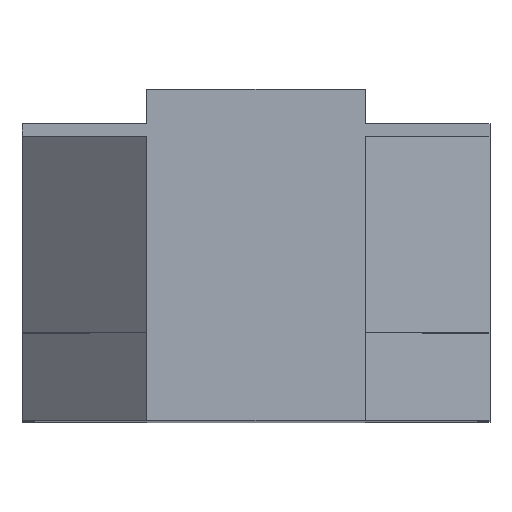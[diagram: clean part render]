
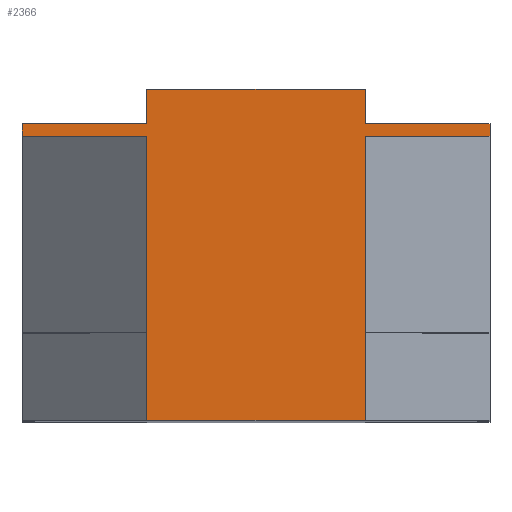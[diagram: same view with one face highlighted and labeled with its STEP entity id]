
A CAD part, top view. The second image highlights one B-rep face of the part: STEP entity #2366.
In plain terms, the highlighted planar face has unit normal (0, 0, 1).
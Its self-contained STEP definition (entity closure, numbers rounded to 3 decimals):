
#380=DIRECTION('',(0.,1.,0.));
#381=VECTOR('',#380,5.5);
#382=CARTESIAN_POINT('',(17.5,47.5,112.5));
#383=LINE('',#382,#381);
#384=DIRECTION('',(0.,1.,0.));
#385=VECTOR('',#384,14.);
#386=CARTESIAN_POINT('',(17.5,0.,112.5));
#387=LINE('',#386,#385);
#388=DIRECTION('',(-1.,0.,0.));
#389=VECTOR('',#388,35.);
#390=CARTESIAN_POINT('',(17.5,0.,112.5));
#391=LINE('',#390,#389);
#392=DIRECTION('',(0.,1.,0.));
#393=VECTOR('',#392,2.);
#394=CARTESIAN_POINT('',(-37.5,45.5,112.5));
#395=LINE('',#394,#393);
#444=DIRECTION('',(0.,1.,0.));
#445=VECTOR('',#444,14.);
#446=CARTESIAN_POINT('',(-17.5,0.,112.5));
#447=LINE('',#446,#445);
#456=DIRECTION('',(0.,1.,0.));
#457=VECTOR('',#456,5.5);
#458=CARTESIAN_POINT('',(-17.5,47.5,112.5));
#459=LINE('',#458,#457);
#652=DIRECTION('',(1.,0.,0.));
#653=VECTOR('',#652,20.);
#654=CARTESIAN_POINT('',(17.5,45.5,112.5));
#655=LINE('',#654,#653);
#660=DIRECTION('',(1.,0.,0.));
#661=VECTOR('',#660,20.);
#662=CARTESIAN_POINT('',(-37.5,45.5,112.5));
#663=LINE('',#662,#661);
#704=DIRECTION('',(1.,0.,0.));
#705=VECTOR('',#704,20.);
#706=CARTESIAN_POINT('',(17.5,47.5,112.5));
#707=LINE('',#706,#705);
#708=DIRECTION('',(1.,0.,0.));
#709=VECTOR('',#708,20.);
#710=CARTESIAN_POINT('',(-37.5,47.5,112.5));
#711=LINE('',#710,#709);
#1000=DIRECTION('',(0.,1.,0.));
#1001=VECTOR('',#1000,31.5);
#1002=CARTESIAN_POINT('',(17.5,14.,112.5));
#1003=LINE('',#1002,#1001);
#1488=DIRECTION('',(-1.,0.,0.));
#1489=VECTOR('',#1488,35.);
#1490=CARTESIAN_POINT('',(17.5,53.,112.5));
#1491=LINE('',#1490,#1489);
#1720=DIRECTION('',(0.,1.,0.));
#1721=VECTOR('',#1720,2.);
#1722=CARTESIAN_POINT('',(37.5,45.5,112.5));
#1723=LINE('',#1722,#1721);
#1728=DIRECTION('',(0.,-1.,0.));
#1729=VECTOR('',#1728,31.5);
#1730=CARTESIAN_POINT('',(-17.5,45.5,112.5));
#1731=LINE('',#1730,#1729);
#1900=CARTESIAN_POINT('',(-17.5,53.,112.5));
#1902=VERTEX_POINT('',#1900);
#1906=CARTESIAN_POINT('',(17.5,53.,112.5));
#1907=VERTEX_POINT('',#1906);
#1908=CARTESIAN_POINT('',(-17.5,14.,112.5));
#1910=VERTEX_POINT('',#1908);
#1912=CARTESIAN_POINT('',(17.5,14.,112.5));
#1914=VERTEX_POINT('',#1912);
#1928=CARTESIAN_POINT('',(-17.5,0.,112.5));
#1929=VERTEX_POINT('',#1928);
#1930=CARTESIAN_POINT('',(17.5,0.,112.5));
#1931=VERTEX_POINT('',#1930);
#2016=CARTESIAN_POINT('',(37.5,47.5,112.5));
#2018=VERTEX_POINT('',#2016);
#2021=CARTESIAN_POINT('',(-37.5,47.5,112.5));
#2023=VERTEX_POINT('',#2021);
#2048=CARTESIAN_POINT('',(37.5,45.5,112.5));
#2050=VERTEX_POINT('',#2048);
#2054=CARTESIAN_POINT('',(-37.5,45.5,112.5));
#2055=VERTEX_POINT('',#2054);
#2057=CARTESIAN_POINT('',(-17.5,45.5,112.5));
#2059=VERTEX_POINT('',#2057);
#2060=CARTESIAN_POINT('',(17.5,45.5,112.5));
#2061=VERTEX_POINT('',#2060);
#2062=CARTESIAN_POINT('',(-17.5,47.5,112.5));
#2064=VERTEX_POINT('',#2062);
#2068=CARTESIAN_POINT('',(17.5,47.5,112.5));
#2069=VERTEX_POINT('',#2068);
#2332=CARTESIAN_POINT('',(-17.5,0.,112.5));
#2333=DIRECTION('',(0.,0.,1.));
#2334=DIRECTION('',(1.,0.,0.));
#2335=AXIS2_PLACEMENT_3D('',#2332,#2333,#2334);
#2336=PLANE('',#2335);
#2338=ORIENTED_EDGE('',*,*,#2337,.F.);
#2340=ORIENTED_EDGE('',*,*,#2339,.T.);
#2342=ORIENTED_EDGE('',*,*,#2341,.F.);
#2344=ORIENTED_EDGE('',*,*,#2343,.F.);
#2346=ORIENTED_EDGE('',*,*,#2345,.F.);
#2348=ORIENTED_EDGE('',*,*,#2347,.F.);
#2349=ORIENTED_EDGE('',*,*,#2241,.T.);
#2351=ORIENTED_EDGE('',*,*,#2350,.T.);
#2353=ORIENTED_EDGE('',*,*,#2352,.F.);
#2355=ORIENTED_EDGE('',*,*,#2354,.F.);
#2357=ORIENTED_EDGE('',*,*,#2356,.T.);
#2359=ORIENTED_EDGE('',*,*,#2358,.T.);
#2361=ORIENTED_EDGE('',*,*,#2360,.T.);
#2363=ORIENTED_EDGE('',*,*,#2362,.F.);
#2364=EDGE_LOOP('',(#2338,#2340,#2342,#2344,#2346,#2348,#2349,#2351,#2353,#2355,
#2357,#2359,#2361,#2363));
#2365=FACE_OUTER_BOUND('',#2364,.F.);
#2241=EDGE_CURVE('',#1931,#1929,#391,.T.);
#2337=EDGE_CURVE('',#2069,#1907,#383,.T.);
#2339=EDGE_CURVE('',#2069,#2018,#707,.T.);
#2341=EDGE_CURVE('',#2050,#2018,#1723,.T.);
#2343=EDGE_CURVE('',#2061,#2050,#655,.T.);
#2345=EDGE_CURVE('',#1914,#2061,#1003,.T.);
#2347=EDGE_CURVE('',#1931,#1914,#387,.T.);
#2350=EDGE_CURVE('',#1929,#1910,#447,.T.);
#2352=EDGE_CURVE('',#2059,#1910,#1731,.T.);
#2354=EDGE_CURVE('',#2055,#2059,#663,.T.);
#2356=EDGE_CURVE('',#2055,#2023,#395,.T.);
#2358=EDGE_CURVE('',#2023,#2064,#711,.T.);
#2360=EDGE_CURVE('',#2064,#1902,#459,.T.);
#2362=EDGE_CURVE('',#1907,#1902,#1491,.T.);
#2366=ADVANCED_FACE('',(#2365),#2336,.T.);
